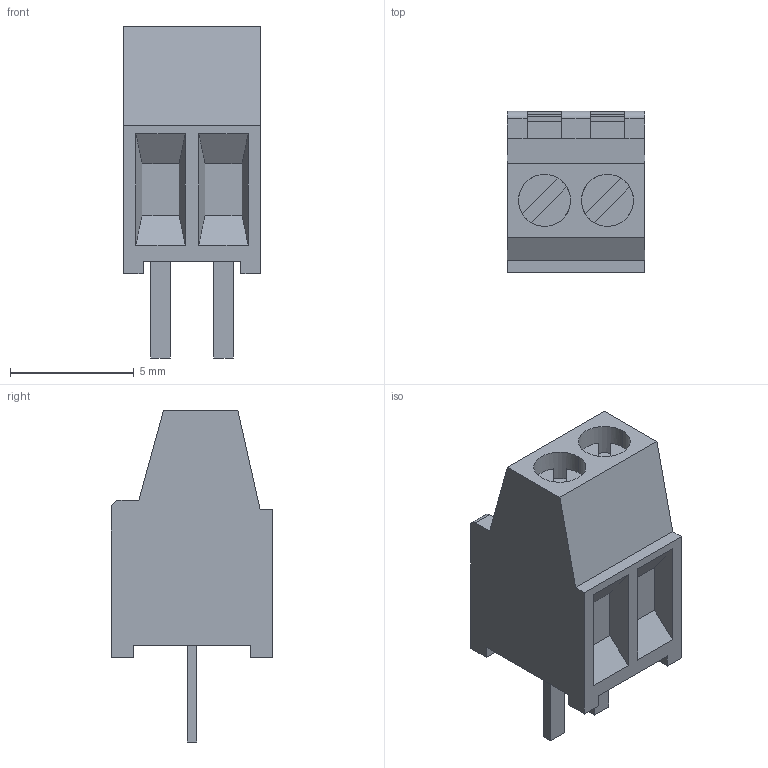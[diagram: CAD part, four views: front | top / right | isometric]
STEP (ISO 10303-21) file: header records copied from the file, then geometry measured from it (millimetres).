
FILE_DESCRIPTION((''),'2;1');
FILE_NAME('C-282834-2','2008-11-06T',('workeradm'),('Tyco Electronics Corporation'),'PRO/ENGINEER BY PARAMETRIC TECHNOLOGY CORPORATION, 2005450','PRO/ENGINEER BY PARAMETRIC TECHNOLOGY CORPORATION, 2005450','');
FILE_SCHEMA(('CONFIG_CONTROL_DESIGN', 'GEOMETRIC_VALIDATION_PROPERTIES_MIM'));
Length unit declared in the file: millimetre
Products named in the file (1): C-282834-2
Bounding box: 5.54 x 6.5 x 13.4 mm (x, y, z)
Volume: 262.6 mm3; surface area: 342 mm2
Topology: 1 solids, 1 shells, 77 faces, 203 edges, 134 vertices
Faces by surface type: plane 70, cylinder 7
Entity records: 2476 total; most frequent: CARTESIAN_POINT 415, ORIENTED_EDGE 406, DIRECTION 379, EDGE_CURVE 203, VECTOR 181, LINE 181, VERTEX_POINT 134, AXIS2_PLACEMENT_3D 99
